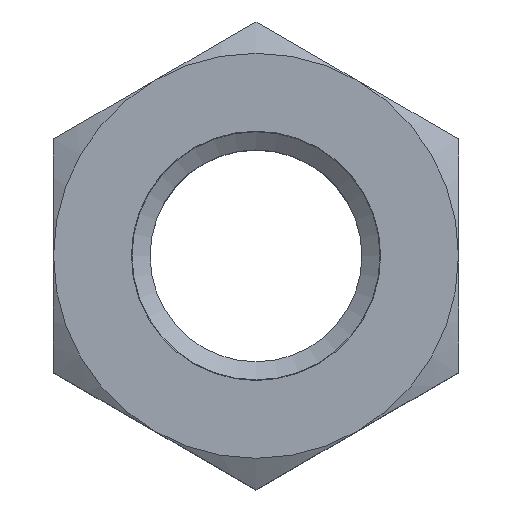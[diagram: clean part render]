
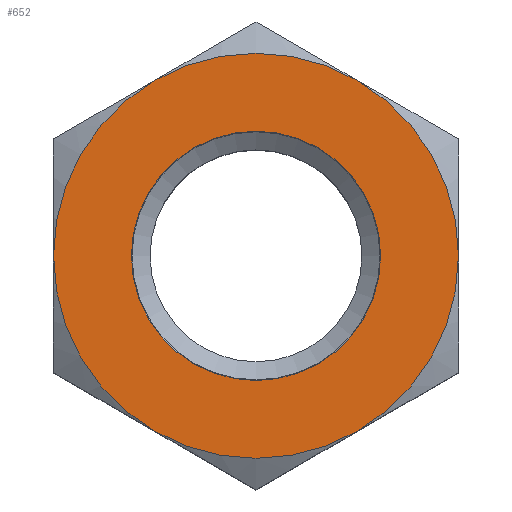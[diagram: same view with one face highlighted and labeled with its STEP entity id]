
A CAD part, top view. The second image highlights one B-rep face of the part: STEP entity #652.
In plain terms, the highlighted planar face has unit normal (0, 0, 1).
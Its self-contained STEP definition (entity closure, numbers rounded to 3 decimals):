
#10 = ORIENTED_EDGE ( 'NONE', *, *, #896, .T. ) ;
#39 = AXIS2_PLACEMENT_3D ( 'NONE', #993, #986, #1013 ) ;
#43 = CIRCLE ( 'NONE', #245, 6.5 ) ;
#61 = AXIS2_PLACEMENT_3D ( 'NONE', #965, #981, #978 ) ;
#93 = AXIS2_PLACEMENT_3D ( 'NONE', #964, #961, #959 ) ;
#106 = AXIS2_PLACEMENT_3D ( 'NONE', #998, #1006, #1004 ) ;
#124 = AXIS2_PLACEMENT_3D ( 'NONE', #695, #703, #681 ) ;
#127 = AXIS2_PLACEMENT_3D ( 'NONE', #921, #920, #915 ) ;
#171 = VERTEX_POINT ( 'NONE', #1032 ) ;
#211 = CARTESIAN_POINT ( 'NONE',  ( 3.25, -5.629, 0. ) ) ;
#221 = ORIENTED_EDGE ( 'NONE', *, *, #663, .T. ) ;
#245 = AXIS2_PLACEMENT_3D ( 'NONE', #1119, #1118, #1114 ) ;
#252 = ORIENTED_EDGE ( 'NONE', *, *, #667, .T. ) ;
#262 = DIRECTION ( 'NONE',  ( 1., 0., 0. ) ) ;
#265 = DIRECTION ( 'NONE',  ( 0., 0., 1. ) ) ;
#271 = CARTESIAN_POINT ( 'NONE',  ( 0., 0., 0. ) ) ;
#300 = ORIENTED_EDGE ( 'NONE', *, *, #670, .T. ) ;
#314 = CIRCLE ( 'NONE', #923, 6.5 ) ;
#351 = VERTEX_POINT ( 'NONE', #653 ) ;
#374 = CARTESIAN_POINT ( 'NONE',  ( -6.5, 0., 0. ) ) ;
#411 = CARTESIAN_POINT ( 'NONE',  ( 3.25, 5.629, 0. ) ) ;
#469 = ORIENTED_EDGE ( 'NONE', *, *, #516, .T. ) ;
#516 = EDGE_CURVE ( 'NONE', #930, #1073, #43, .T. ) ;
#548 = CIRCLE ( 'NONE', #61, 6.5 ) ;
#578 = FACE_BOUND ( 'NONE', #751, .T. ) ;
#583 = VERTEX_POINT ( 'NONE', #848 ) ;
#605 = CIRCLE ( 'NONE', #106, 6.5 ) ;
#630 = FACE_OUTER_BOUND ( 'NONE', #1037, .T. ) ;
#652 = ADVANCED_FACE ( 'NONE', ( #630, #578 ), #687, .T. ) ;
#653 = CARTESIAN_POINT ( 'NONE',  ( 4., 0., 0. ) ) ;
#658 = EDGE_CURVE ( 'NONE', #1073, #798, #833, .T. ) ;
#663 = EDGE_CURVE ( 'NONE', #798, #583, #605, .T. ) ;
#667 = EDGE_CURVE ( 'NONE', #805, #171, #802, .T. ) ;
#670 = EDGE_CURVE ( 'NONE', #171, #930, #548, .T. ) ;
#674 = EDGE_CURVE ( 'NONE', #351, #351, #1034, .T. ) ;
#681 = DIRECTION ( 'NONE',  ( 1., 0., 0. ) ) ;
#687 = PLANE ( 'NONE',  #124 ) ;
#695 = CARTESIAN_POINT ( 'NONE',  ( -13., 0., 0. ) ) ;
#703 = DIRECTION ( 'NONE',  ( 0., 0., 1. ) ) ;
#751 = EDGE_LOOP ( 'NONE', ( #756 ) ) ;
#756 = ORIENTED_EDGE ( 'NONE', *, *, #674, .F. ) ;
#798 = VERTEX_POINT ( 'NONE', #411 ) ;
#802 = CIRCLE ( 'NONE', #93, 6.5 ) ;
#805 = VERTEX_POINT ( 'NONE', #374 ) ;
#833 = CIRCLE ( 'NONE', #127, 6.5 ) ;
#848 = CARTESIAN_POINT ( 'NONE',  ( -3.25, 5.629, 0. ) ) ;
#896 = EDGE_CURVE ( 'NONE', #583, #805, #314, .T. ) ;
#915 = DIRECTION ( 'NONE',  ( 1., 0., 0. ) ) ;
#920 = DIRECTION ( 'NONE',  ( 0., 0., 1. ) ) ;
#921 = CARTESIAN_POINT ( 'NONE',  ( 0., 0., 0. ) ) ;
#923 = AXIS2_PLACEMENT_3D ( 'NONE', #271, #265, #262 ) ;
#930 = VERTEX_POINT ( 'NONE', #211 ) ;
#959 = DIRECTION ( 'NONE',  ( 1., 0., 0. ) ) ;
#961 = DIRECTION ( 'NONE',  ( 0., 0., 1. ) ) ;
#962 = ORIENTED_EDGE ( 'NONE', *, *, #658, .T. ) ;
#964 = CARTESIAN_POINT ( 'NONE',  ( 0., 0., 0. ) ) ;
#965 = CARTESIAN_POINT ( 'NONE',  ( 0., 0., 0. ) ) ;
#978 = DIRECTION ( 'NONE',  ( 1., 0., 0. ) ) ;
#981 = DIRECTION ( 'NONE',  ( 0., 0., 1. ) ) ;
#986 = DIRECTION ( 'NONE',  ( 0., 0., 1. ) ) ;
#993 = CARTESIAN_POINT ( 'NONE',  ( 0., 0., 0. ) ) ;
#998 = CARTESIAN_POINT ( 'NONE',  ( 0., 0., 0. ) ) ;
#1004 = DIRECTION ( 'NONE',  ( 1., 0., 0. ) ) ;
#1006 = DIRECTION ( 'NONE',  ( 0., 0., 1. ) ) ;
#1013 = DIRECTION ( 'NONE',  ( 1., 0., 0. ) ) ;
#1032 = CARTESIAN_POINT ( 'NONE',  ( -3.25, -5.629, 0. ) ) ;
#1034 = CIRCLE ( 'NONE', #39, 4. ) ;
#1037 = EDGE_LOOP ( 'NONE', ( #469, #962, #221, #10, #252, #300 ) ) ;
#1073 = VERTEX_POINT ( 'NONE', #1094 ) ;
#1094 = CARTESIAN_POINT ( 'NONE',  ( 6.5, 0., 0. ) ) ;
#1114 = DIRECTION ( 'NONE',  ( 1., 0., 0. ) ) ;
#1118 = DIRECTION ( 'NONE',  ( 0., 0., 1. ) ) ;
#1119 = CARTESIAN_POINT ( 'NONE',  ( 0., 0., 0. ) ) ;
